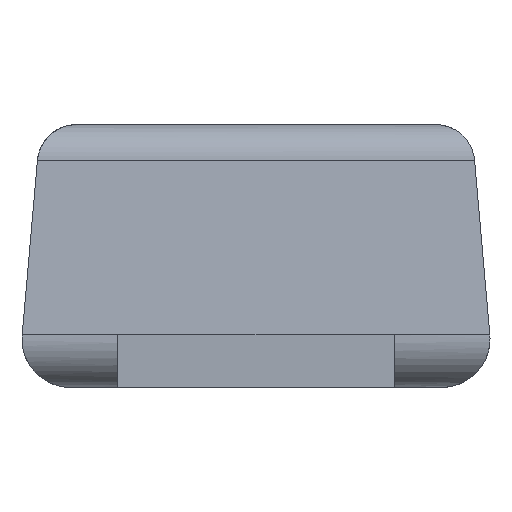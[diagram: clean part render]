
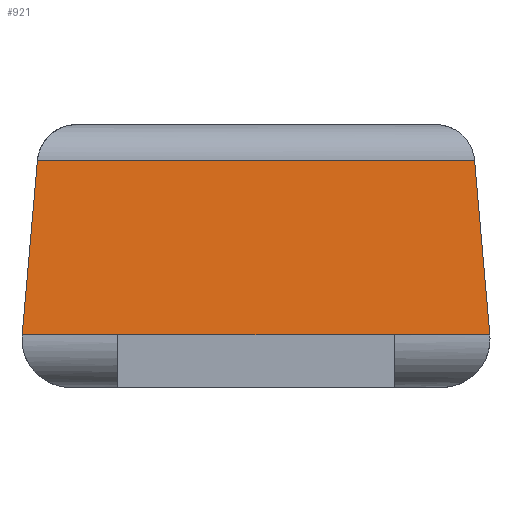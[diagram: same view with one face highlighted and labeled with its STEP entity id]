
A CAD part, left-side view. The second image highlights one B-rep face of the part: STEP entity #921.
In plain terms, the highlighted planar face has unit normal (-0.996, 0, 0.087).
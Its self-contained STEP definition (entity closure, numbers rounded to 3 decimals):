
#67=FACE_OUTER_BOUND('',#123,.T.);
#123=EDGE_LOOP('',(#713,#714,#715,#716,#717,#718));
#202=LINE('',#1407,#318);
#223=LINE('',#1449,#339);
#224=LINE('',#1451,#340);
#225=LINE('',#1453,#341);
#226=LINE('',#1455,#342);
#227=LINE('',#1456,#343);
#318=VECTOR('',#1141,1000.);
#339=VECTOR('',#1170,1000.);
#340=VECTOR('',#1171,1000.);
#341=VECTOR('',#1172,1000.);
#342=VECTOR('',#1173,1000.);
#343=VECTOR('',#1174,1000.);
#411=VERTEX_POINT('',#1370);
#426=VERTEX_POINT('',#1405);
#443=VERTEX_POINT('',#1448);
#444=VERTEX_POINT('',#1450);
#445=VERTEX_POINT('',#1452);
#446=VERTEX_POINT('',#1454);
#520=EDGE_CURVE('',#411,#426,#202,.T.);
#541=EDGE_CURVE('',#426,#443,#223,.T.);
#542=EDGE_CURVE('',#443,#444,#224,.T.);
#543=EDGE_CURVE('',#444,#445,#225,.T.);
#544=EDGE_CURVE('',#446,#445,#226,.T.);
#545=EDGE_CURVE('',#446,#411,#227,.T.);
#713=ORIENTED_EDGE('',*,*,#520,.T.);
#714=ORIENTED_EDGE('',*,*,#541,.T.);
#715=ORIENTED_EDGE('',*,*,#542,.T.);
#716=ORIENTED_EDGE('',*,*,#543,.T.);
#717=ORIENTED_EDGE('',*,*,#544,.F.);
#718=ORIENTED_EDGE('',*,*,#545,.T.);
#871=PLANE('',#1000);
#921=ADVANCED_FACE('',(#67),#871,.F.);
#1000=AXIS2_PLACEMENT_3D('',#1447,#1168,#1169);
#1141=DIRECTION('',(0.,-1.,0.));
#1168=DIRECTION('center_axis',(0.996,0.,
-0.087));
#1169=DIRECTION('ref_axis',(0.087,0.,0.996));
#1170=DIRECTION('',(0.,-1.,0.));
#1171=DIRECTION('',(0.,-1.,0.));
#1172=DIRECTION('',(0.087,0.087,0.992));
#1173=DIRECTION('',(0.,-1.,0.));
#1174=DIRECTION('',(-0.087,0.087,-0.992));
#1370=CARTESIAN_POINT('',(-1.399,0.889,0.2));
#1405=CARTESIAN_POINT('',(-1.399,0.525,0.2));
#1407=CARTESIAN_POINT('',(-1.399,0.89,0.2));
#1447=CARTESIAN_POINT('Origin',(-1.341,0.89,0.863));
#1448=CARTESIAN_POINT('',(-1.399,-0.525,0.2));
#1449=CARTESIAN_POINT('',(-1.399,0.89,0.2));
#1450=CARTESIAN_POINT('',(-1.399,-0.889,0.2));
#1451=CARTESIAN_POINT('',(-1.399,0.89,0.2));
#1452=CARTESIAN_POINT('',(-1.341,-0.831,0.863));
#1453=CARTESIAN_POINT('',(-1.328,-0.818,1.011));
#1454=CARTESIAN_POINT('',(-1.341,0.831,0.863));
#1455=CARTESIAN_POINT('',(-1.341,0.89,0.863));
#1456=CARTESIAN_POINT('',(-1.342,0.832,0.858));
